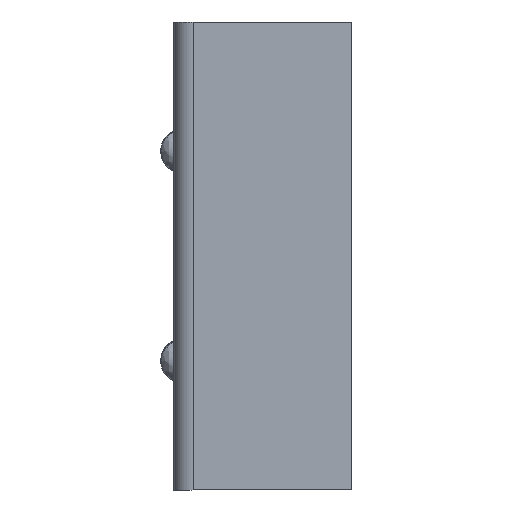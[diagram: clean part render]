
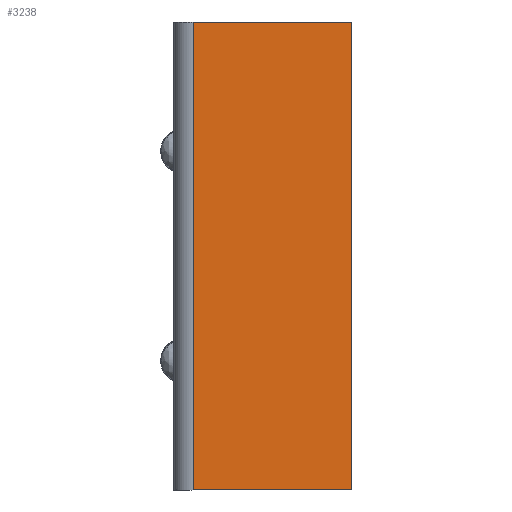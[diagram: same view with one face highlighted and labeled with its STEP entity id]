
A CAD part, left-side view. The second image highlights one B-rep face of the part: STEP entity #3238.
In plain terms, the highlighted free-form (B-spline) face has degree [1, 1] with [2, 2] control points.
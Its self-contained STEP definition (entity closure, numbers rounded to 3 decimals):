
#2783=CARTESIAN_POINT('',(-61.85,-2.4,29.0));
#2784=VERTEX_POINT('',#2783);
#2798=CARTESIAN_POINT('',(-61.85,-22.0,29.0));
#2799=VERTEX_POINT('',#2798);
#2800=CARTESIAN_POINT('',(-61.85,-2.4,29.0));
#2801=CARTESIAN_POINT('',(-61.85,-22.0,29.0));
#2802=QUASI_UNIFORM_CURVE('',1,(#2800,#2801),.UNSPECIFIED.,.F.,.U.);
#2803=EDGE_CURVE('',#2784,#2799,#2802,.T.);
#2907=CARTESIAN_POINT('',(-61.85,-2.4,-29.0));
#2908=VERTEX_POINT('',#2907);
#3009=CARTESIAN_POINT('',(-61.85,-22.0,-29.0));
#3010=VERTEX_POINT('',#3009);
#3016=CARTESIAN_POINT('',(-61.85,-2.4,-29.0));
#3017=CARTESIAN_POINT('',(-61.85,-22.0,-29.0));
#3018=QUASI_UNIFORM_CURVE('',1,(#3016,#3017),.UNSPECIFIED.,.F.,.U.);
#3019=EDGE_CURVE('',#2908,#3010,#3018,.T.);
#3213=CARTESIAN_POINT('',(-61.85,-22.0,-29.0));
#3214=CARTESIAN_POINT('',(-61.85,-22.0,29.0));
#3215=QUASI_UNIFORM_CURVE('',1,(#3213,#3214),.UNSPECIFIED.,.F.,.U.);
#3216=EDGE_CURVE('',#3010,#2799,#3215,.T.);
#3223=CARTESIAN_POINT('',(-61.85,-22.979,-31.897));
#3224=CARTESIAN_POINT('',(-61.85,-22.979,31.897));
#3225=CARTESIAN_POINT('',(-61.85,-1.421,-31.897));
#3226=CARTESIAN_POINT('',(-61.85,-1.421,31.897));
#3227=B_SPLINE_SURFACE_WITH_KNOTS('',1,1,((#3223,#3225),(#3224,#3226)),.UNSPECIFIED.,.F.,.F.,.U.,(2,2),(2,2),(0.0,63.794),(0.0,21.558),.UNSPECIFIED.);
#3228=ORIENTED_EDGE('',*,*,#2803,.F.);
#3229=CARTESIAN_POINT('',(-61.85,-2.4,-29.0));
#3230=CARTESIAN_POINT('',(-61.85,-2.4,29.0));
#3231=QUASI_UNIFORM_CURVE('',1,(#3229,#3230),.UNSPECIFIED.,.F.,.U.);
#3232=EDGE_CURVE('',#2908,#2784,#3231,.T.);
#3233=ORIENTED_EDGE('',*,*,#3232,.F.);
#3234=ORIENTED_EDGE('',*,*,#3019,.T.);
#3235=ORIENTED_EDGE('',*,*,#3216,.T.);
#3236=EDGE_LOOP('',(#3228,#3233,#3234,#3235));
#3237=FACE_OUTER_BOUND('',#3236,.T.);
#3238=ADVANCED_FACE('',(#3237),#3227,.T.);
